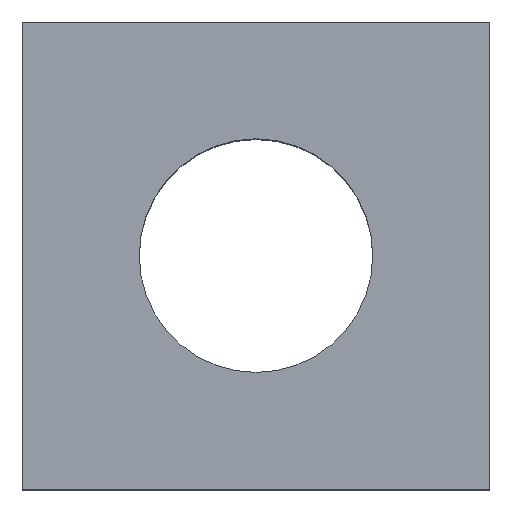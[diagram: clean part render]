
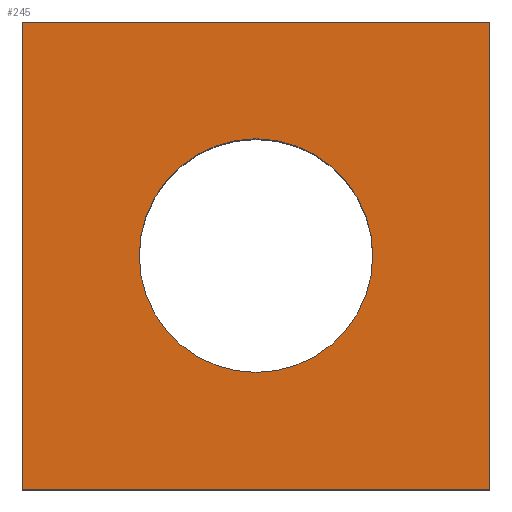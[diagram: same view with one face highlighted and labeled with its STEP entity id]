
A CAD part, top view. The second image highlights one B-rep face of the part: STEP entity #245.
In plain terms, the highlighted planar face has unit normal (0, 0, 1).
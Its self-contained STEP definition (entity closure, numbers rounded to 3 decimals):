
#19=FACE_BOUND('',#62,.T.);
#31=PLANE('',#284);
#45=FACE_OUTER_BOUND('',#61,.T.);
#61=EDGE_LOOP('',(#221,#222,#223,#224));
#62=EDGE_LOOP('',(#225));
#79=LINE('',#392,#105);
#83=LINE('',#400,#109);
#86=LINE('',#406,#112);
#89=LINE('',#411,#115);
#105=VECTOR('',#328,10.);
#109=VECTOR('',#334,10.);
#112=VECTOR('',#339,10.);
#115=VECTOR('',#344,10.);
#120=CIRCLE('',#279,0.75);
#132=VERTEX_POINT('',#386);
#133=VERTEX_POINT('',#390);
#134=VERTEX_POINT('',#391);
#137=VERTEX_POINT('',#399);
#139=VERTEX_POINT('',#405);
#158=EDGE_CURVE('',#132,#132,#120,.T.);
#159=EDGE_CURVE('',#133,#134,#79,.T.);
#163=EDGE_CURVE('',#134,#137,#83,.T.);
#166=EDGE_CURVE('',#137,#139,#86,.T.);
#169=EDGE_CURVE('',#139,#133,#89,.T.);
#221=ORIENTED_EDGE('',*,*,#159,.F.);
#222=ORIENTED_EDGE('',*,*,#169,.F.);
#223=ORIENTED_EDGE('',*,*,#166,.F.);
#224=ORIENTED_EDGE('',*,*,#163,.F.);
#225=ORIENTED_EDGE('',*,*,#158,.T.);
#245=ADVANCED_FACE('',(#45,#19),#31,.T.);
#279=AXIS2_PLACEMENT_3D('',#388,#324,#325);
#284=AXIS2_PLACEMENT_3D('',#413,#346,#347);
#324=DIRECTION('center_axis',(0.,0.,-1.));
#325=DIRECTION('ref_axis',(-1.,0.,0.));
#328=DIRECTION('',(-1.,0.,0.));
#334=DIRECTION('',(0.,1.,0.));
#339=DIRECTION('',(1.,0.,0.));
#344=DIRECTION('',(0.,-1.,0.));
#346=DIRECTION('center_axis',(0.,0.,1.));
#347=DIRECTION('ref_axis',(1.,0.,0.));
#386=CARTESIAN_POINT('',(0.75,0.,1.));
#388=CARTESIAN_POINT('Origin',(0.,0.,1.));
#390=CARTESIAN_POINT('',(1.5,-1.5,1.));
#391=CARTESIAN_POINT('',(-1.5,-1.5,1.));
#392=CARTESIAN_POINT('',(1.5,-1.5,1.));
#399=CARTESIAN_POINT('',(-1.5,1.5,1.));
#400=CARTESIAN_POINT('',(-1.5,-1.5,1.));
#405=CARTESIAN_POINT('',(1.5,1.5,1.));
#406=CARTESIAN_POINT('',(-1.5,1.5,1.));
#411=CARTESIAN_POINT('',(1.5,1.5,1.));
#413=CARTESIAN_POINT('Origin',(0.,0.,
1.));
